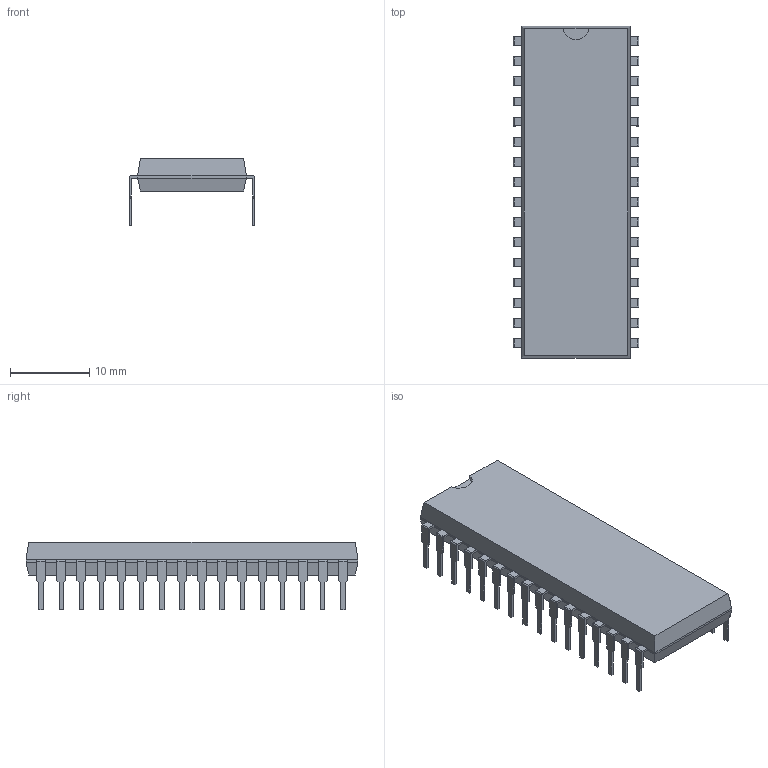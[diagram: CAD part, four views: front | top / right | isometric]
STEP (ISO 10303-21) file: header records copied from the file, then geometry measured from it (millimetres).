
FILE_DESCRIPTION(('FreeCAD Model'),'2;1');
FILE_NAME('276552.1.1.stp','2020-04-08T06:36:32',( 'Author'),(''),'Open CASCADE STEP processor 6.9','FreeCAD','Unknown' );
FILE_SCHEMA(('AUTOMOTIVE_DESIGN { 1 0 10303 214 1 1 1 1 }'));
Length unit declared in the file: millimetre
Products named in the file (3): ASSEMBLY; Body; PinsArrayLR
Assembly tree (2 placements, depth 2):
  ASSEMBLY
    Body
    PinsArrayLR
Bounding box: 15.84 x 41.91 x 8.58 mm (x, y, z)
Volume: 2371.7 mm3; surface area: 2058.7 mm2
Topology: 33 solids, 33 shells, 432 faces, 1090 edges, 724 vertices
Faces by surface type: plane 399, cylinder 33
Entity records: 27297 total; most frequent: CARTESIAN_POINT 4639, DIRECTION 4172, LINE 3130, VECTOR 3130, ORIENTED_EDGE 2180, PCURVE 2180, DEFINITIONAL_REPRESENTATION 2180, EDGE_CURVE 1090
